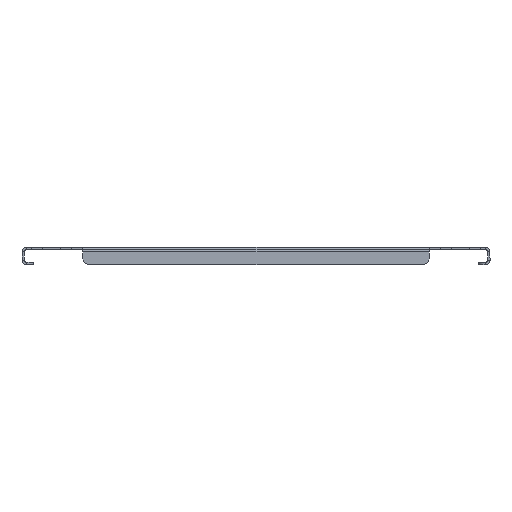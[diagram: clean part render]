
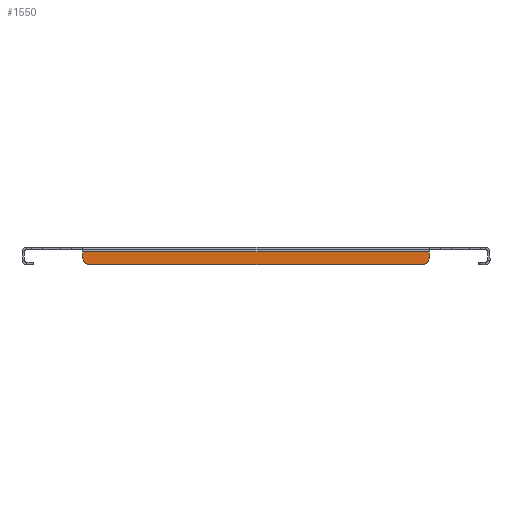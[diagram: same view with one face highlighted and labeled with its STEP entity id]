
A CAD part, left-side view. The second image highlights one B-rep face of the part: STEP entity #1550.
In plain terms, the highlighted planar face has unit normal (-1, 0, 0).
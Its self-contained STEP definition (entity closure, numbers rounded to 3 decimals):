
#10 = CARTESIAN_POINT ( 'NONE',  ( -549.5, -148., -4. ) ) ;
#67 = VECTOR ( 'NONE', #2288, 1000. ) ;
#70 = CARTESIAN_POINT ( 'NONE',  ( -549.5, 142., -15. ) ) ;
#89 = CARTESIAN_POINT ( 'NONE',  ( -549.5, -142., -9. ) ) ;
#114 = EDGE_CURVE ( 'NONE', #1361, #265, #2686, .T. ) ;
#177 = ORIENTED_EDGE ( 'NONE', *, *, #303, .T. ) ;
#190 = VERTEX_POINT ( 'NONE', #2027 ) ;
#265 = VERTEX_POINT ( 'NONE', #10 ) ;
#303 = EDGE_CURVE ( 'NONE', #1818, #265, #1168, .T. ) ;
#331 = FACE_OUTER_BOUND ( 'NONE', #2691, .T. ) ;
#368 = AXIS2_PLACEMENT_3D ( 'NONE', #2179, #2590, #1022 ) ;
#410 = CIRCLE ( 'NONE', #2711, 6. ) ;
#458 = CARTESIAN_POINT ( 'NONE',  ( -549.5, -148., -15. ) ) ;
#480 = DIRECTION ( 'NONE',  ( -1., 0., 0. ) ) ;
#527 = PLANE ( 'NONE',  #368 ) ;
#568 = VECTOR ( 'NONE', #2035, 1000. ) ;
#635 = DIRECTION ( 'NONE',  ( 0., -1., 0. ) ) ;
#709 = CARTESIAN_POINT ( 'NONE',  ( -549.5, 142., -9. ) ) ;
#775 = ORIENTED_EDGE ( 'NONE', *, *, #1163, .T. ) ;
#958 = EDGE_CURVE ( 'NONE', #2596, #1818, #2229, .T. ) ;
#1022 = DIRECTION ( 'NONE',  ( 0., 0., -1. ) ) ;
#1089 = AXIS2_PLACEMENT_3D ( 'NONE', #89, #2855, #1924 ) ;
#1126 = CARTESIAN_POINT ( 'NONE',  ( -549.5, 148., -15. ) ) ;
#1150 = ORIENTED_EDGE ( 'NONE', *, *, #1833, .F. ) ;
#1163 = EDGE_CURVE ( 'NONE', #1361, #190, #1763, .T. ) ;
#1168 = LINE ( 'NONE', #458, #1860 ) ;
#1243 = CARTESIAN_POINT ( 'NONE',  ( -549.5, 148., -4. ) ) ;
#1361 = VERTEX_POINT ( 'NONE', #1243 ) ;
#1375 = DIRECTION ( 'NONE',  ( 0., 0., -1. ) ) ;
#1416 = CARTESIAN_POINT ( 'NONE',  ( -549.5, -148., -9. ) ) ;
#1463 = CARTESIAN_POINT ( 'NONE',  ( -549.5, -142., -15. ) ) ;
#1550 = ADVANCED_FACE ( 'NONE', ( #331 ), #527, .F. ) ;
#1600 = CARTESIAN_POINT ( 'NONE',  ( -549.5, -200., -15. ) ) ;
#1763 = LINE ( 'NONE', #1126, #568 ) ;
#1770 = CARTESIAN_POINT ( 'NONE',  ( -549.5, -200., -4. ) ) ;
#1817 = EDGE_CURVE ( 'NONE', #190, #2205, #410, .T. ) ;
#1818 = VERTEX_POINT ( 'NONE', #1416 ) ;
#1833 = EDGE_CURVE ( 'NONE', #2596, #2205, #2081, .T. ) ;
#1860 = VECTOR ( 'NONE', #2567, 1000. ) ;
#1924 = DIRECTION ( 'NONE',  ( 0., 0., -1. ) ) ;
#2027 = CARTESIAN_POINT ( 'NONE',  ( -549.5, 148., -9. ) ) ;
#2035 = DIRECTION ( 'NONE',  ( 0., 0., -1. ) ) ;
#2081 = LINE ( 'NONE', #1600, #67 ) ;
#2179 = CARTESIAN_POINT ( 'NONE',  ( -549.5, 0., 0. ) ) ;
#2205 = VERTEX_POINT ( 'NONE', #70 ) ;
#2228 = ORIENTED_EDGE ( 'NONE', *, *, #114, .F. ) ;
#2229 = CIRCLE ( 'NONE', #1089, 6. ) ;
#2288 = DIRECTION ( 'NONE',  ( 0., 1., 0. ) ) ;
#2457 = ORIENTED_EDGE ( 'NONE', *, *, #958, .T. ) ;
#2500 = ORIENTED_EDGE ( 'NONE', *, *, #1817, .T. ) ;
#2567 = DIRECTION ( 'NONE',  ( 0., 0., 1. ) ) ;
#2580 = VECTOR ( 'NONE', #635, 1000. ) ;
#2590 = DIRECTION ( 'NONE',  ( 1., 0., 0. ) ) ;
#2596 = VERTEX_POINT ( 'NONE', #1463 ) ;
#2686 = LINE ( 'NONE', #1770, #2580 ) ;
#2691 = EDGE_LOOP ( 'NONE', ( #1150, #2457, #177, #2228, #775, #2500 ) ) ;
#2711 = AXIS2_PLACEMENT_3D ( 'NONE', #709, #480, #1375 ) ;
#2855 = DIRECTION ( 'NONE',  ( -1., 0., 0. ) ) ;
